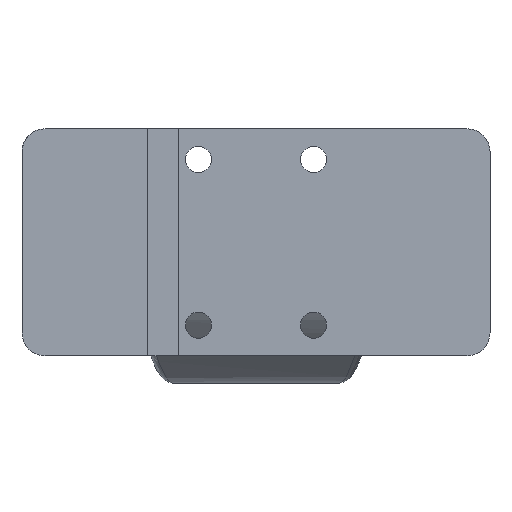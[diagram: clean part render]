
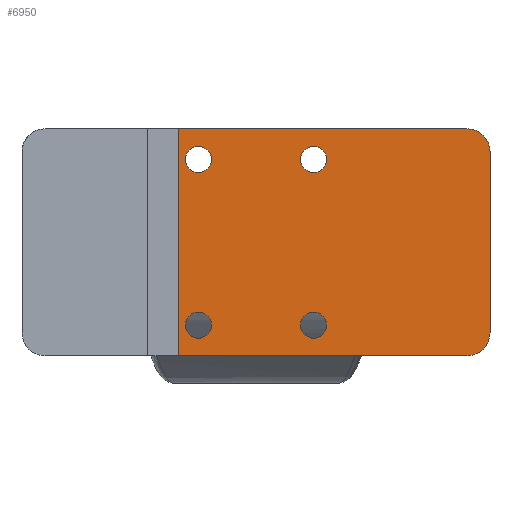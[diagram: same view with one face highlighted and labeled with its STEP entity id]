
A CAD part, left-side view. The second image highlights one B-rep face of the part: STEP entity #6950.
In plain terms, the highlighted planar face has unit normal (-1, 0, 0).
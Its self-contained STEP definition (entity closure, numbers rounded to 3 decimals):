
#5 = EDGE_CURVE ( 'NONE', #4077, #3111, #6069, .T. ) ;
#44 = CIRCLE ( 'NONE', #902, 1.7 ) ;
#57 = CIRCLE ( 'NONE', #3485, 1.7 ) ;
#225 = PLANE ( 'NONE',  #6288 ) ;
#272 = VERTEX_POINT ( 'NONE', #6330 ) ;
#360 = ORIENTED_EDGE ( 'NONE', *, *, #4547, .T. ) ;
#369 = DIRECTION ( 'NONE',  ( 1., 0., 0. ) ) ;
#401 = CARTESIAN_POINT ( 'NONE',  ( -5., -5.6, -21.311 ) ) ;
#404 = DIRECTION ( 'NONE',  ( 0., 0., -1. ) ) ;
#416 = DIRECTION ( 'NONE',  ( 1., 0., 0. ) ) ;
#418 = ORIENTED_EDGE ( 'NONE', *, *, #3750, .T. ) ;
#452 = CIRCLE ( 'NONE', #5957, 1.7 ) ;
#462 = CARTESIAN_POINT ( 'NONE',  ( -5., -40.6, -20.311 ) ) ;
#498 = DIRECTION ( 'NONE',  ( 0., 0., -1. ) ) ;
#542 = EDGE_LOOP ( 'NONE', ( #418, #360 ) ) ;
#545 = DIRECTION ( 'NONE',  ( 0., -1., 0. ) ) ;
#680 = EDGE_CURVE ( 'NONE', #3612, #272, #1160, .T. ) ;
#756 = CARTESIAN_POINT ( 'NONE',  ( -5., -5.6, -42.911 ) ) ;
#874 = DIRECTION ( 'NONE',  ( 1., 0., 0. ) ) ;
#902 = AXIS2_PLACEMENT_3D ( 'NONE', #756, #6584, #3622 ) ;
#973 = EDGE_LOOP ( 'NONE', ( #6196, #4521 ) ) ;
#989 = CARTESIAN_POINT ( 'NONE',  ( -5., -20.6, -42.911 ) ) ;
#1021 = CARTESIAN_POINT ( 'NONE',  ( -5., -20.6, -42.911 ) ) ;
#1124 = DIRECTION ( 'NONE',  ( 0., 0., -1. ) ) ;
#1146 = EDGE_LOOP ( 'NONE', ( #5675, #2722 ) ) ;
#1160 = LINE ( 'NONE', #5789, #2022 ) ;
#1180 = EDGE_CURVE ( 'NONE', #1719, #4367, #3974, .T. ) ;
#1363 = EDGE_CURVE ( 'NONE', #3111, #4532, #2860, .T. ) ;
#1376 = DIRECTION ( 'NONE',  ( 0., 0., -1. ) ) ;
#1413 = CARTESIAN_POINT ( 'NONE',  ( -5., -36.6, -69.073 ) ) ;
#1430 = VERTEX_POINT ( 'NONE', #6466 ) ;
#1533 = VERTEX_POINT ( 'NONE', #1716 ) ;
#1564 = DIRECTION ( 'NONE',  ( 1., 0., 0. ) ) ;
#1716 = CARTESIAN_POINT ( 'NONE',  ( -5., -5.6, -19.611 ) ) ;
#1719 = VERTEX_POINT ( 'NONE', #7343 ) ;
#1727 = LINE ( 'NONE', #7515, #2408 ) ;
#1770 = ORIENTED_EDGE ( 'NONE', *, *, #5528, .T. ) ;
#1810 = DIRECTION ( 'NONE',  ( 0., 0., 1. ) ) ;
#1956 = VERTEX_POINT ( 'NONE', #5654 ) ;
#2010 = AXIS2_PLACEMENT_3D ( 'NONE', #1021, #7494, #7578 ) ;
#2022 = VECTOR ( 'NONE', #545, 1000. ) ;
#2023 = FACE_BOUND ( 'NONE', #5649, .T. ) ;
#2027 = CARTESIAN_POINT ( 'NONE',  ( -5., -5.6, -42.911 ) ) ;
#2119 = CARTESIAN_POINT ( 'NONE',  ( -5., -5.6, -44.611 ) ) ;
#2160 = AXIS2_PLACEMENT_3D ( 'NONE', #6872, #5669, #1124 ) ;
#2256 = DIRECTION ( 'NONE',  ( 0., 0., 1. ) ) ;
#2300 = CARTESIAN_POINT ( 'NONE',  ( -5., -3., -46.911 ) ) ;
#2385 = CARTESIAN_POINT ( 'NONE',  ( -5., -43.6, -38.673 ) ) ;
#2408 = VECTOR ( 'NONE', #2256, 1000. ) ;
#2497 = CIRCLE ( 'NONE', #2010, 1.7 ) ;
#2526 = EDGE_CURVE ( 'NONE', #6364, #3083, #3028, .T. ) ;
#2601 = ORIENTED_EDGE ( 'NONE', *, *, #680, .F. ) ;
#2622 = CIRCLE ( 'NONE', #5557, 1.7 ) ;
#2722 = ORIENTED_EDGE ( 'NONE', *, *, #7177, .T. ) ;
#2737 = AXIS2_PLACEMENT_3D ( 'NONE', #462, #6870, #4594 ) ;
#2860 = LINE ( 'NONE', #6967, #3494 ) ;
#2962 = LINE ( 'NONE', #2385, #5219 ) ;
#3028 = CIRCLE ( 'NONE', #4120, 1.7 ) ;
#3083 = VERTEX_POINT ( 'NONE', #5887 ) ;
#3111 = VERTEX_POINT ( 'NONE', #6431 ) ;
#3127 = AXIS2_PLACEMENT_3D ( 'NONE', #6558, #7066, #1810 ) ;
#3170 = CARTESIAN_POINT ( 'NONE',  ( -5., -5.6, -21.311 ) ) ;
#3213 = CARTESIAN_POINT ( 'NONE',  ( -5., -43.6, -43.911 ) ) ;
#3282 = FACE_OUTER_BOUND ( 'NONE', #3336, .T. ) ;
#3336 = EDGE_LOOP ( 'NONE', ( #7420, #6397, #7217, #5099, #5891, #2601 ) ) ;
#3485 = AXIS2_PLACEMENT_3D ( 'NONE', #3170, #369, #5001 ) ;
#3494 = VECTOR ( 'NONE', #7541, 1000. ) ;
#3612 = VERTEX_POINT ( 'NONE', #6456 ) ;
#3614 = EDGE_CURVE ( 'NONE', #4077, #4676, #2962, .T. ) ;
#3622 = DIRECTION ( 'NONE',  ( 0., 0., -1. ) ) ;
#3742 = FACE_BOUND ( 'NONE', #542, .T. ) ;
#3750 = EDGE_CURVE ( 'NONE', #1430, #4861, #5838, .T. ) ;
#3848 = DIRECTION ( 'NONE',  ( 1., 0., 0. ) ) ;
#3894 = DIRECTION ( 'NONE',  ( 0., 1., 0. ) ) ;
#3974 = CIRCLE ( 'NONE', #6929, 1.7 ) ;
#4077 = VERTEX_POINT ( 'NONE', #3213 ) ;
#4120 = AXIS2_PLACEMENT_3D ( 'NONE', #2027, #7285, #1376 ) ;
#4167 = EDGE_CURVE ( 'NONE', #4532, #3612, #1727, .T. ) ;
#4244 = CARTESIAN_POINT ( 'NONE',  ( -5., -20.6, -44.611 ) ) ;
#4349 = FACE_BOUND ( 'NONE', #973, .T. ) ;
#4367 = VERTEX_POINT ( 'NONE', #4244 ) ;
#4521 = ORIENTED_EDGE ( 'NONE', *, *, #1180, .T. ) ;
#4532 = VERTEX_POINT ( 'NONE', #2300 ) ;
#4547 = EDGE_CURVE ( 'NONE', #4861, #1430, #452, .T. ) ;
#4594 = DIRECTION ( 'NONE',  ( 0., 0., 1. ) ) ;
#4676 = VERTEX_POINT ( 'NONE', #5183 ) ;
#4720 = DIRECTION ( 'NONE',  ( 0., 0., 1. ) ) ;
#4861 = VERTEX_POINT ( 'NONE', #5215 ) ;
#5001 = DIRECTION ( 'NONE',  ( 0., 0., -1. ) ) ;
#5036 = DIRECTION ( 'NONE',  ( 0., 0., -1. ) ) ;
#5052 = CIRCLE ( 'NONE', #2737, 3. ) ;
#5099 = ORIENTED_EDGE ( 'NONE', *, *, #3614, .T. ) ;
#5183 = CARTESIAN_POINT ( 'NONE',  ( -5., -43.6, -20.311 ) ) ;
#5215 = CARTESIAN_POINT ( 'NONE',  ( -5., -20.6, -19.611 ) ) ;
#5219 = VECTOR ( 'NONE', #4720, 1000. ) ;
#5222 = EDGE_CURVE ( 'NONE', #1956, #1533, #2622, .T. ) ;
#5469 = FACE_BOUND ( 'NONE', #1146, .T. ) ;
#5528 = EDGE_CURVE ( 'NONE', #1533, #1956, #57, .T. ) ;
#5557 = AXIS2_PLACEMENT_3D ( 'NONE', #401, #3848, #5036 ) ;
#5649 = EDGE_LOOP ( 'NONE', ( #7093, #1770 ) ) ;
#5654 = CARTESIAN_POINT ( 'NONE',  ( -5., -5.6, -23.011 ) ) ;
#5669 = DIRECTION ( 'NONE',  ( 1., 0., 0. ) ) ;
#5675 = ORIENTED_EDGE ( 'NONE', *, *, #2526, .T. ) ;
#5747 = CARTESIAN_POINT ( 'NONE',  ( -5., -20.6, -21.311 ) ) ;
#5789 = CARTESIAN_POINT ( 'NONE',  ( -5., -36.6, -17.311 ) ) ;
#5838 = CIRCLE ( 'NONE', #2160, 1.7 ) ;
#5887 = CARTESIAN_POINT ( 'NONE',  ( -5., -5.6, -41.211 ) ) ;
#5891 = ORIENTED_EDGE ( 'NONE', *, *, #6631, .F. ) ;
#5957 = AXIS2_PLACEMENT_3D ( 'NONE', #5747, #416, #498 ) ;
#5996 = EDGE_CURVE ( 'NONE', #4367, #1719, #2497, .T. ) ;
#6069 = CIRCLE ( 'NONE', #3127, 3. ) ;
#6196 = ORIENTED_EDGE ( 'NONE', *, *, #5996, .T. ) ;
#6288 = AXIS2_PLACEMENT_3D ( 'NONE', #1413, #1564, #3894 ) ;
#6330 = CARTESIAN_POINT ( 'NONE',  ( -5., -40.6, -17.311 ) ) ;
#6364 = VERTEX_POINT ( 'NONE', #2119 ) ;
#6397 = ORIENTED_EDGE ( 'NONE', *, *, #1363, .F. ) ;
#6431 = CARTESIAN_POINT ( 'NONE',  ( -5., -40.6, -46.911 ) ) ;
#6456 = CARTESIAN_POINT ( 'NONE',  ( -5., -3., -17.311 ) ) ;
#6466 = CARTESIAN_POINT ( 'NONE',  ( -5., -20.6, -23.011 ) ) ;
#6558 = CARTESIAN_POINT ( 'NONE',  ( -5., -40.6, -43.911 ) ) ;
#6584 = DIRECTION ( 'NONE',  ( 1., 0., 0. ) ) ;
#6631 = EDGE_CURVE ( 'NONE', #272, #4676, #5052, .T. ) ;
#6870 = DIRECTION ( 'NONE',  ( 1., 0., 0. ) ) ;
#6872 = CARTESIAN_POINT ( 'NONE',  ( -5., -20.6, -21.311 ) ) ;
#6929 = AXIS2_PLACEMENT_3D ( 'NONE', #989, #874, #404 ) ;
#6950 = ADVANCED_FACE ( 'NONE', ( #5469, #3742, #4349, #2023, #3282 ), #225, .F. ) ;
#6967 = CARTESIAN_POINT ( 'NONE',  ( -5., 17.4, -46.911 ) ) ;
#7066 = DIRECTION ( 'NONE',  ( 1., 0., 0. ) ) ;
#7093 = ORIENTED_EDGE ( 'NONE', *, *, #5222, .T. ) ;
#7177 = EDGE_CURVE ( 'NONE', #3083, #6364, #44, .T. ) ;
#7217 = ORIENTED_EDGE ( 'NONE', *, *, #5, .F. ) ;
#7285 = DIRECTION ( 'NONE',  ( 1., 0., 0. ) ) ;
#7343 = CARTESIAN_POINT ( 'NONE',  ( -5., -20.6, -41.211 ) ) ;
#7420 = ORIENTED_EDGE ( 'NONE', *, *, #4167, .F. ) ;
#7494 = DIRECTION ( 'NONE',  ( 1., 0., 0. ) ) ;
#7515 = CARTESIAN_POINT ( 'NONE',  ( -5., -3., -46.911 ) ) ;
#7541 = DIRECTION ( 'NONE',  ( 0., 1., 0. ) ) ;
#7578 = DIRECTION ( 'NONE',  ( 0., 0., -1. ) ) ;
